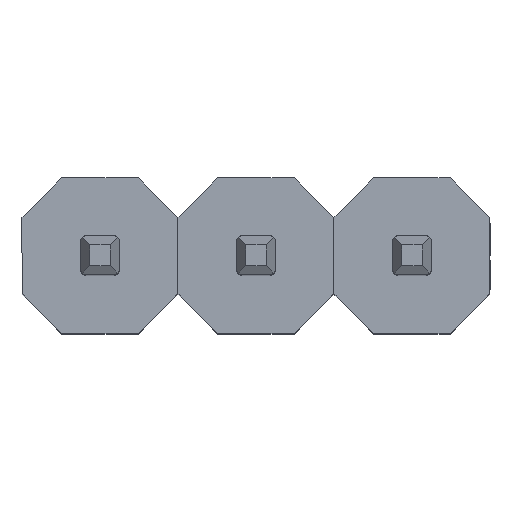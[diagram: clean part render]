
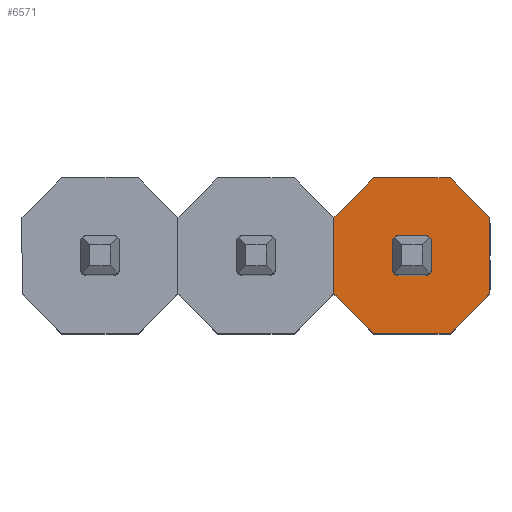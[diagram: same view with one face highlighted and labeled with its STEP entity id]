
A CAD part, top view. The second image highlights one B-rep face of the part: STEP entity #6571.
In plain terms, the highlighted planar face has unit normal (0, 0, 1).
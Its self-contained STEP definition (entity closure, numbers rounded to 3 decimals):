
#186 = CARTESIAN_POINT ( 'NONE',  ( 2.32, 0.32, 2.5 ) ) ;
#196 = FACE_OUTER_BOUND ( 'NONE', #12413, .T. ) ;
#217 = ORIENTED_EDGE ( 'NONE', *, *, #2622, .T. ) ;
#246 = ORIENTED_EDGE ( 'NONE', *, *, #13247, .T. ) ;
#331 = VECTOR ( 'NONE', #7255, 1000. ) ;
#822 = CARTESIAN_POINT ( 'NONE',  ( 2.215, 2.215, 2.5 ) ) ;
#950 = DIRECTION ( 'NONE',  ( 0., 0., -1. ) ) ;
#1028 = CARTESIAN_POINT ( 'NONE',  ( 2.32, 0.22, 2.5 ) ) ;
#1076 = VERTEX_POINT ( 'NONE', #14725 ) ;
#1105 = VECTOR ( 'NONE', #12820, 1000. ) ;
#1128 = CIRCLE ( 'NONE', #12836, 0.1 ) ;
#1232 = LINE ( 'NONE', #6265, #1105 ) ;
#1631 = CARTESIAN_POINT ( 'NONE',  ( 1.27, -1.27, 2.5 ) ) ;
#2005 = CARTESIAN_POINT ( 'NONE',  ( 2.76, 0.32, 2.5 ) ) ;
#2135 = ORIENTED_EDGE ( 'NONE', *, *, #14905, .T. ) ;
#2203 = CARTESIAN_POINT ( 'NONE',  ( 0., 0.32, 2.5 ) ) ;
#2320 = VECTOR ( 'NONE', #5129, 1000. ) ;
#2375 = CARTESIAN_POINT ( 'NONE',  ( 0., -0.32, 2.5 ) ) ;
#2566 = CARTESIAN_POINT ( 'NONE',  ( 3.16, -1.27, 2.5 ) ) ;
#2568 = CARTESIAN_POINT ( 'NONE',  ( 1.27, 0.62, 2.5 ) ) ;
#2576 = VERTEX_POINT ( 'NONE', #5084 ) ;
#2622 = EDGE_CURVE ( 'NONE', #1076, #2797, #9504, .T. ) ;
#2726 = LINE ( 'NONE', #1631, #9234 ) ;
#2786 = CARTESIAN_POINT ( 'NONE',  ( 3.81, 0.62, 2.5 ) ) ;
#2797 = VERTEX_POINT ( 'NONE', #5717 ) ;
#2860 = ORIENTED_EDGE ( 'NONE', *, *, #16425, .T. ) ;
#3083 = DIRECTION ( 'NONE',  ( -1., 0., 0. ) ) ;
#3138 = ORIENTED_EDGE ( 'NONE', *, *, #14276, .T. ) ;
#3178 = DIRECTION ( 'NONE',  ( 1., 0., 0. ) ) ;
#3442 = VECTOR ( 'NONE', #9924, 1000. ) ;
#3523 = DIRECTION ( 'NONE',  ( 0., 0., -1. ) ) ;
#3626 = VERTEX_POINT ( 'NONE', #2005 ) ;
#3727 = CARTESIAN_POINT ( 'NONE',  ( 1.27, -0.62, 2.5 ) ) ;
#3827 = CIRCLE ( 'NONE', #16423, 0.1 ) ;
#3940 = EDGE_LOOP ( 'NONE', ( #12692, #11197, #217, #246, #9514, #13670, #7889, #8081 ) ) ;
#4223 = VERTEX_POINT ( 'NONE', #14932 ) ;
#4239 = AXIS2_PLACEMENT_3D ( 'NONE', #1028, #950, #7343 ) ;
#4274 = DIRECTION ( 'NONE',  ( 1., 0., 0. ) ) ;
#4316 = CARTESIAN_POINT ( 'NONE',  ( 1.27, 1.27, 2.5 ) ) ;
#4539 = EDGE_CURVE ( 'NONE', #3626, #10519, #13637, .T. ) ;
#4559 = LINE ( 'NONE', #15803, #10716 ) ;
#5084 = CARTESIAN_POINT ( 'NONE',  ( 1.92, -1.27, 2.5 ) ) ;
#5099 = VERTEX_POINT ( 'NONE', #3727 ) ;
#5129 = DIRECTION ( 'NONE',  ( 0., 1., 0. ) ) ;
#5654 = DIRECTION ( 'NONE',  ( 0., 0., 1. ) ) ;
#5684 = CARTESIAN_POINT ( 'NONE',  ( 2.22, 0.22, 2.5 ) ) ;
#5717 = CARTESIAN_POINT ( 'NONE',  ( 2.86, -0.22, 2.5 ) ) ;
#5910 = DIRECTION ( 'NONE',  ( 1., 0., 0. ) ) ;
#5916 = CARTESIAN_POINT ( 'NONE',  ( 2.32, -0.22, 2.5 ) ) ;
#5969 = CARTESIAN_POINT ( 'NONE',  ( 2.76, 0.22, 2.5 ) ) ;
#6044 = DIRECTION ( 'NONE',  ( 1., 0., 0. ) ) ;
#6197 = VECTOR ( 'NONE', #3083, 1000. ) ;
#6236 = DIRECTION ( 'NONE',  ( 0., -1., 0. ) ) ;
#6265 = CARTESIAN_POINT ( 'NONE',  ( 2.215, -2.215, 2.5 ) ) ;
#6571 = ADVANCED_FACE ( 'NONE', ( #196, #11925 ), #14322, .T. ) ;
#6742 = CARTESIAN_POINT ( 'NONE',  ( 3.81, -0.62, 2.5 ) ) ;
#7066 = DIRECTION ( 'NONE',  ( 0.707, -0.707, 0. ) ) ;
#7081 = EDGE_CURVE ( 'NONE', #4223, #16026, #1128, .T. ) ;
#7255 = DIRECTION ( 'NONE',  ( -1., 0., 0. ) ) ;
#7343 = DIRECTION ( 'NONE',  ( 1., 0., 0. ) ) ;
#7545 = ORIENTED_EDGE ( 'NONE', *, *, #12800, .T. ) ;
#7645 = ORIENTED_EDGE ( 'NONE', *, *, #13162, .T. ) ;
#7857 = LINE ( 'NONE', #13234, #11117 ) ;
#7889 = ORIENTED_EDGE ( 'NONE', *, *, #8195, .F. ) ;
#7962 = ORIENTED_EDGE ( 'NONE', *, *, #10204, .T. ) ;
#8021 = DIRECTION ( 'NONE',  ( -0.707, -0.707, 0. ) ) ;
#8069 = DIRECTION ( 'NONE',  ( 0., -1., 0. ) ) ;
#8081 = ORIENTED_EDGE ( 'NONE', *, *, #12090, .T. ) ;
#8093 = VERTEX_POINT ( 'NONE', #15045 ) ;
#8195 = EDGE_CURVE ( 'NONE', #8373, #16026, #8857, .T. ) ;
#8316 = AXIS2_PLACEMENT_3D ( 'NONE', #14656, #5654, #3178 ) ;
#8373 = VERTEX_POINT ( 'NONE', #5684 ) ;
#8399 = LINE ( 'NONE', #822, #13564 ) ;
#8464 = DIRECTION ( 'NONE',  ( 0., 0., -1. ) ) ;
#8763 = LINE ( 'NONE', #2375, #3442 ) ;
#8857 = LINE ( 'NONE', #15233, #16460 ) ;
#9037 = CIRCLE ( 'NONE', #4239, 0.1 ) ;
#9220 = EDGE_CURVE ( 'NONE', #2576, #13589, #2726, .T. ) ;
#9234 = VECTOR ( 'NONE', #4274, 1000. ) ;
#9256 = EDGE_CURVE ( 'NONE', #13943, #12351, #7857, .T. ) ;
#9504 = LINE ( 'NONE', #15810, #16000 ) ;
#9514 = ORIENTED_EDGE ( 'NONE', *, *, #10430, .T. ) ;
#9910 = VERTEX_POINT ( 'NONE', #16523 ) ;
#9924 = DIRECTION ( 'NONE',  ( -1., 0., 0. ) ) ;
#10204 = EDGE_CURVE ( 'NONE', #16242, #9910, #8399, .T. ) ;
#10317 = AXIS2_PLACEMENT_3D ( 'NONE', #5969, #3523, #5910 ) ;
#10430 = EDGE_CURVE ( 'NONE', #8093, #4223, #8763, .T. ) ;
#10519 = VERTEX_POINT ( 'NONE', #186 ) ;
#10678 = LINE ( 'NONE', #4316, #6197 ) ;
#10716 = VECTOR ( 'NONE', #8069, 1000. ) ;
#10767 = EDGE_CURVE ( 'NONE', #3626, #1076, #12473, .T. ) ;
#10774 = LINE ( 'NONE', #15915, #2320 ) ;
#11117 = VECTOR ( 'NONE', #8021, 1000. ) ;
#11197 = ORIENTED_EDGE ( 'NONE', *, *, #10767, .T. ) ;
#11249 = CARTESIAN_POINT ( 'NONE',  ( 2.76, -0.22, 2.5 ) ) ;
#11322 = CARTESIAN_POINT ( 'NONE',  ( 1.92, 1.27, 2.5 ) ) ;
#11925 = FACE_BOUND ( 'NONE', #3940, .T. ) ;
#12090 = EDGE_CURVE ( 'NONE', #8373, #10519, #9037, .T. ) ;
#12214 = ORIENTED_EDGE ( 'NONE', *, *, #9256, .T. ) ;
#12351 = VERTEX_POINT ( 'NONE', #2568 ) ;
#12388 = VECTOR ( 'NONE', #7066, 1000. ) ;
#12413 = EDGE_LOOP ( 'NONE', ( #3138, #2135, #14537, #7545, #2860, #7962, #7645, #12214 ) ) ;
#12473 = CIRCLE ( 'NONE', #10317, 0.1 ) ;
#12589 = DIRECTION ( 'NONE',  ( 0., -1., 0. ) ) ;
#12692 = ORIENTED_EDGE ( 'NONE', *, *, #4539, .F. ) ;
#12800 = EDGE_CURVE ( 'NONE', #13589, #16279, #1232, .T. ) ;
#12820 = DIRECTION ( 'NONE',  ( 0.707, 0.707, 0. ) ) ;
#12836 = AXIS2_PLACEMENT_3D ( 'NONE', #5916, #8464, #16341 ) ;
#13162 = EDGE_CURVE ( 'NONE', #9910, #13943, #10678, .T. ) ;
#13234 = CARTESIAN_POINT ( 'NONE',  ( 0.325, -0.325, 2.5 ) ) ;
#13247 = EDGE_CURVE ( 'NONE', #2797, #8093, #3827, .T. ) ;
#13523 = LINE ( 'NONE', #14718, #12388 ) ;
#13564 = VECTOR ( 'NONE', #14617, 1000. ) ;
#13589 = VERTEX_POINT ( 'NONE', #2566 ) ;
#13637 = LINE ( 'NONE', #2203, #331 ) ;
#13670 = ORIENTED_EDGE ( 'NONE', *, *, #7081, .T. ) ;
#13943 = VERTEX_POINT ( 'NONE', #11322 ) ;
#14276 = EDGE_CURVE ( 'NONE', #12351, #5099, #4559, .T. ) ;
#14322 = PLANE ( 'NONE',  #8316 ) ;
#14537 = ORIENTED_EDGE ( 'NONE', *, *, #9220, .T. ) ;
#14617 = DIRECTION ( 'NONE',  ( -0.707, 0.707, 0. ) ) ;
#14656 = CARTESIAN_POINT ( 'NONE',  ( 0., 0., 2.5 ) ) ;
#14718 = CARTESIAN_POINT ( 'NONE',  ( 0.325, 0.325, 2.5 ) ) ;
#14725 = CARTESIAN_POINT ( 'NONE',  ( 2.86, 0.22, 2.5 ) ) ;
#14905 = EDGE_CURVE ( 'NONE', #5099, #2576, #13523, .T. ) ;
#14932 = CARTESIAN_POINT ( 'NONE',  ( 2.32, -0.32, 2.5 ) ) ;
#15045 = CARTESIAN_POINT ( 'NONE',  ( 2.76, -0.32, 2.5 ) ) ;
#15095 = CARTESIAN_POINT ( 'NONE',  ( 2.22, -0.22, 2.5 ) ) ;
#15233 = CARTESIAN_POINT ( 'NONE',  ( 2.22, 0., 2.5 ) ) ;
#15803 = CARTESIAN_POINT ( 'NONE',  ( 1.27, 1.27, 2.5 ) ) ;
#15810 = CARTESIAN_POINT ( 'NONE',  ( 2.86, 0., 2.5 ) ) ;
#15915 = CARTESIAN_POINT ( 'NONE',  ( 3.81, 1.27, 2.5 ) ) ;
#16000 = VECTOR ( 'NONE', #12589, 1000. ) ;
#16026 = VERTEX_POINT ( 'NONE', #15095 ) ;
#16232 = DIRECTION ( 'NONE',  ( 0., 0., -1. ) ) ;
#16242 = VERTEX_POINT ( 'NONE', #2786 ) ;
#16279 = VERTEX_POINT ( 'NONE', #6742 ) ;
#16341 = DIRECTION ( 'NONE',  ( 1., 0., 0. ) ) ;
#16423 = AXIS2_PLACEMENT_3D ( 'NONE', #11249, #16232, #6044 ) ;
#16425 = EDGE_CURVE ( 'NONE', #16279, #16242, #10774, .T. ) ;
#16460 = VECTOR ( 'NONE', #6236, 1000. ) ;
#16523 = CARTESIAN_POINT ( 'NONE',  ( 3.16, 1.27, 2.5 ) ) ;
